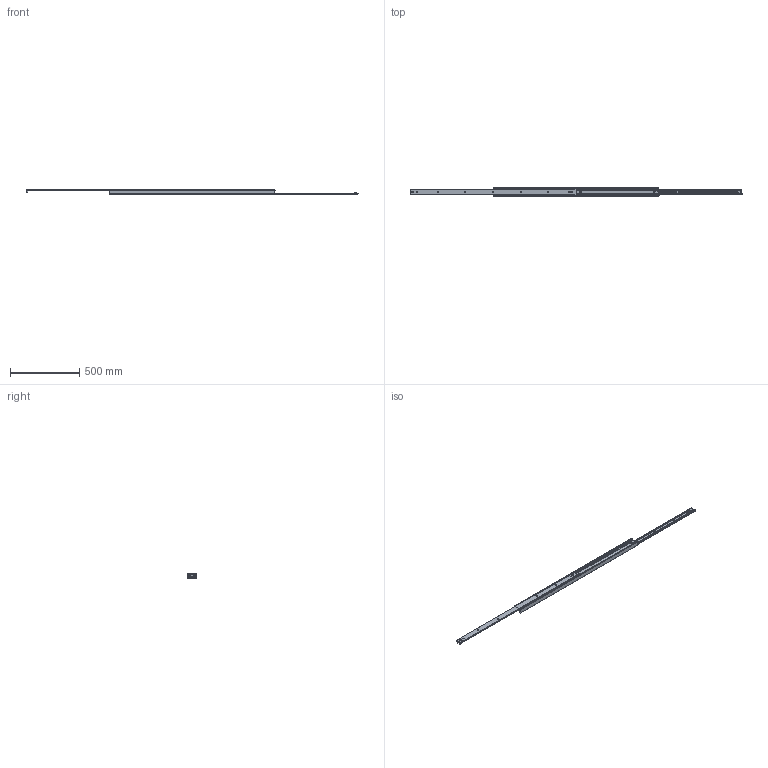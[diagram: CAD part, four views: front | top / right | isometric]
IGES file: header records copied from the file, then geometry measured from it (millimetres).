
Start section: SolidWorks IGES file using analytic representation for surfaces
Global section: file name: K-1216-1200.IGS,15; native system: HSolidWorks 2014; preprocessor: SolidWorks 2014; author: 1337yo; date: 190122.101140; units: millimetre
Bounding box: 2400 x 65 x 36.1 mm (x, y, z)
Surface area: 564092.8 mm2 (no closed solid volume)
Topology: 0 solids, 0 shells, 613 faces, 7760 edges, 7640 vertices
Faces by surface type: revolution 394, bspline 219
